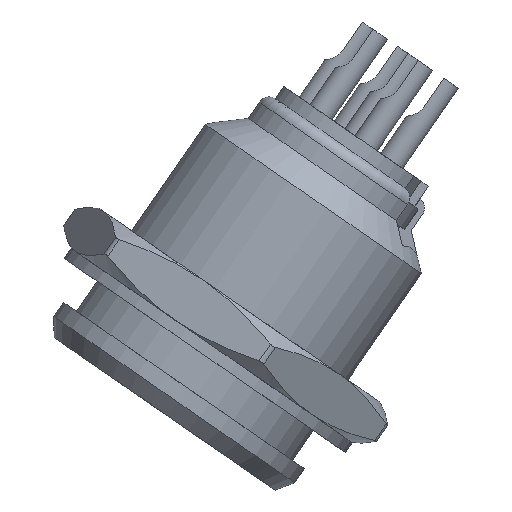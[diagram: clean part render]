
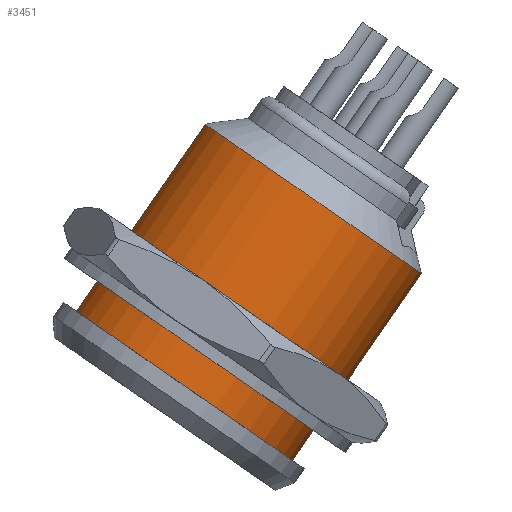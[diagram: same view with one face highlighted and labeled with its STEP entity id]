
A CAD part, left-side view. The second image highlights one B-rep face of the part: STEP entity #3451.
In plain terms, the highlighted cylindrical face has radius 5.4 mm (diameter 10.8 mm), a partial arc.
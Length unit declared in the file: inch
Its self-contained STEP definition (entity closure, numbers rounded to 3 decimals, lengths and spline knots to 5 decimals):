
#322=CIRCLE('',#3837,0.2126);
#323=CIRCLE('',#3839,0.2126);
#386=CYLINDRICAL_SURFACE('',#3838,0.2126);
#581=FACE_OUTER_BOUND('',#844,.T.);
#844=EDGE_LOOP('',(#2948,#2949,#2950,#2951));
#1079=LINE('',#6194,#1324);
#1080=LINE('',#6200,#1325);
#1324=VECTOR('',#4731,0.36614);
#1325=VECTOR('',#4732,0.36614);
#1657=VERTEX_POINT('',#6192);
#1658=VERTEX_POINT('',#6193);
#1659=VERTEX_POINT('',#6195);
#1660=VERTEX_POINT('',#6199);
#2112=EDGE_CURVE('',#1657,#1658,#1079,.T.);
#2114=EDGE_CURVE('',#1660,#1659,#1080,.T.);
#2148=EDGE_CURVE('',#1659,#1657,#322,.T.);
#2149=EDGE_CURVE('',#1660,#1658,#323,.T.);
#2948=ORIENTED_EDGE('',*,*,#2112,.T.);
#2949=ORIENTED_EDGE('',*,*,#2149,.F.);
#2950=ORIENTED_EDGE('',*,*,#2114,.T.);
#2951=ORIENTED_EDGE('',*,*,#2148,.T.);
#3451=ADVANCED_FACE('',(#581),#386,.T.);
#3837=AXIS2_PLACEMENT_3D('',#6278,#4800,#4801);
#3838=AXIS2_PLACEMENT_3D('',#6279,#4802,#4803);
#3839=AXIS2_PLACEMENT_3D('',#6280,#4804,#4805);
#4731=DIRECTION('',(0.,0.568,-0.823));
#4732=DIRECTION('',(0.,-0.568,0.823));
#4800=DIRECTION('center_axis',(0.,0.568,
-0.823));
#4801=DIRECTION('ref_axis',(0.307,0.783,0.541));
#4802=DIRECTION('center_axis',(0.,0.568,
-0.823));
#4803=DIRECTION('ref_axis',(0.307,0.783,0.541));
#4804=DIRECTION('center_axis',(0.,0.568,
-0.823));
#4805=DIRECTION('ref_axis',(0.307,0.783,0.541));
#6192=CARTESIAN_POINT('',(0.09311,0.15424,0.50374));
#6193=CARTESIAN_POINT('',(0.09311,0.36221,0.2024));
#6194=CARTESIAN_POINT('',(0.09311,0.25823,0.35307));
#6195=CARTESIAN_POINT('',(0.26316,0.10908,0.47258));
#6199=CARTESIAN_POINT('',(0.26316,0.31705,0.17123));
#6200=CARTESIAN_POINT('',(0.26316,0.21307,0.3219));
#6278=CARTESIAN_POINT('Origin',(0.11889,-0.01944,0.38388));
#6279=CARTESIAN_POINT('Origin',(0.11889,0.08455,0.23321));
#6280=CARTESIAN_POINT('Origin',(0.11889,0.18853,0.08253));
